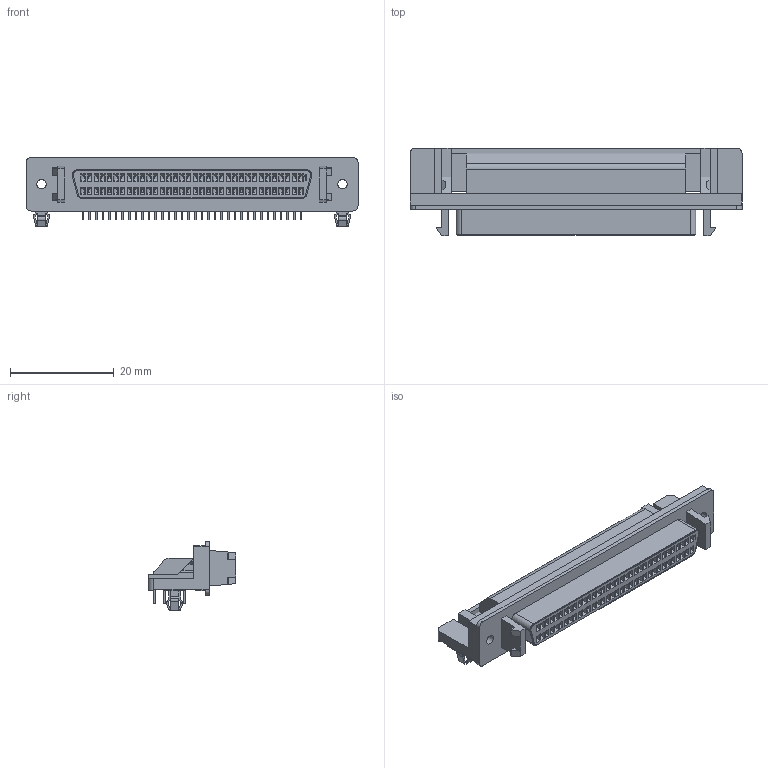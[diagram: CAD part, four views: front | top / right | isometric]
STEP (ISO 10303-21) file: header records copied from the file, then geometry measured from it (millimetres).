
FILE_DESCRIPTION(/* description */ (''),/* implementation_level */ '2;1');
FILE_NAME(/* name */ 'TYCO_5787082-7.stp',/* time_stamp */ '2017-03-13T15:58:59+01:00',/* author */ ('jchouvet'),/* organization */ ('Tyco Electronics Ltd.'),/* preprocessor_version */ 'ST-DEVELOPER v16.1',/* originating_system */ 'AutoCAD Mechanical',/* authorisation */ '');
FILE_SCHEMA (('AUTOMOTIVE_DESIGN { 1 0 10303 214 3 1 1 }'));
Length unit declared in the file: millimetre
Products named in the file (1): Product
Bounding box: 63.88 x 16.87 x 13.31 mm (x, y, z)
Volume: 5382.1 mm3; surface area: 7238.2 mm2
Topology: 143 solids, 143 shells, 1684 faces, 3682 edges, 2362 vertices
Faces by surface type: plane 1626, cylinder 58
Full cylindrical faces by diameter (mm): 1.834 x2
Entity records: 44728 total; most frequent: CARTESIAN_POINT 7727, ORIENTED_EDGE 7360, DIRECTION 7170, EDGE_CURVE 3680, LINE 3560, VECTOR 3560, VERTEX_POINT 2362, AXIS2_PLACEMENT_3D 1805
